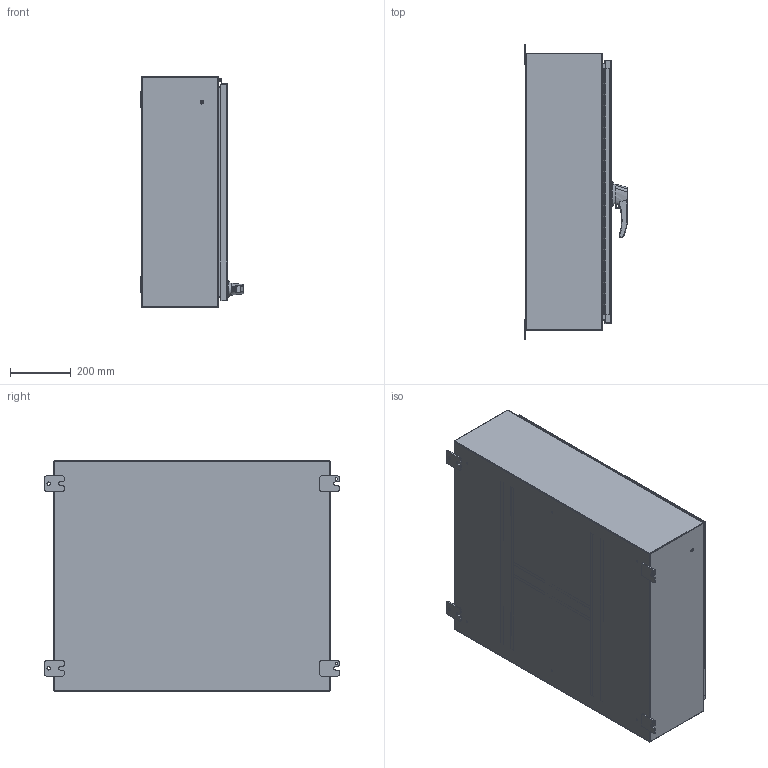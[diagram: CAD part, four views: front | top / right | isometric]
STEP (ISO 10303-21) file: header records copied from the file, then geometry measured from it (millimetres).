
FILE_DESCRIPTION (( 'STEP AP214' ), '1' );
FILE_NAME ('HW363010GYHK.STEP', '2019-08-09T15:05:26', ( '' ), ( '' ), 'SwSTEP 2.0', 'SolidWorks 2018', '' );
FILE_SCHEMA (( 'AUTOMOTIVE_DESIGN' ));
Length unit declared in the file: inch
Products named in the file (1): HW363010GYHK
Bounding box: 343.2 x 971.55 x 762 mm (x, y, z)
Volume: 5395522.7 mm3; surface area: 5606933.5 mm2
Topology: 46 solids, 47 shells, 1613 faces, 4059 edges, 2580 vertices
Faces by surface type: plane 789, cylinder 651, bspline 105, cone 68
Entity records: 107735 total; most frequent: CARTESIAN_POINT 48213, ORIENTED_EDGE 8102, DIRECTION 7678, EDGE_CURVE 4051, AXIS2_PLACEMENT_3D 2638, VERTEX_POINT 2580, LINE 2402, VECTOR 2402
